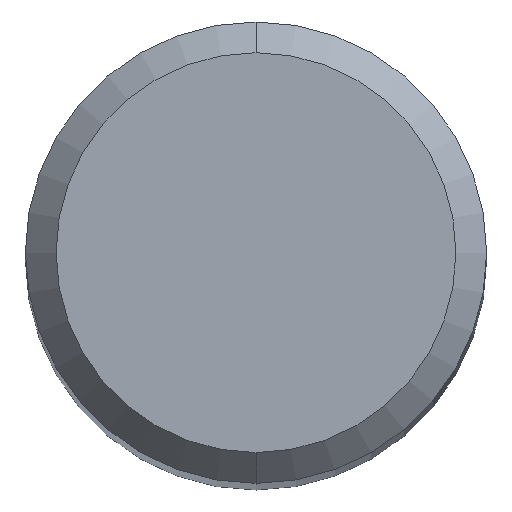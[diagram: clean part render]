
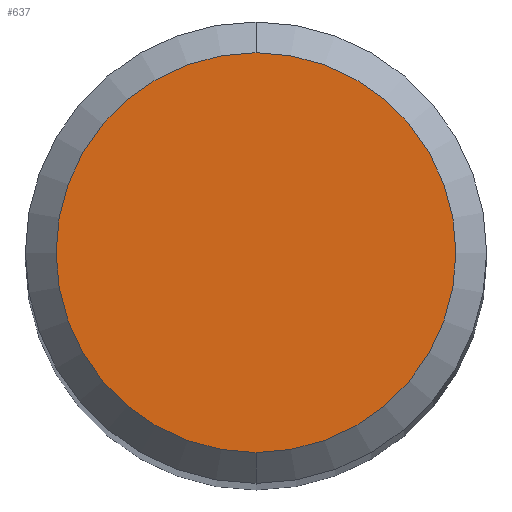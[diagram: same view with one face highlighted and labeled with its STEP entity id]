
A CAD part, top view. The second image highlights one B-rep face of the part: STEP entity #637.
In plain terms, the highlighted planar face has unit normal (0, 0, 1).
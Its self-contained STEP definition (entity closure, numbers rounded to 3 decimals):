
#329=VERTEX_POINT('',#940);
#337=EDGE_CURVE('',#329,#887,#948,.T.);
#591=EDGE_CURVE('',#887,#329,#1231,.T.);
#637=ADVANCED_FACE('',(#1279),#1280,.T.);
#887=VERTEX_POINT('',#1552);
#940=CARTESIAN_POINT('',(0.0,2.6,0.0));
#948=CIRCLE('',#1651,2.6);
#1231=CIRCLE('',#3808,2.6);
#1279=FACE_OUTER_BOUND('',#3904,.T.);
#1280=PLANE('',#3905);
#1552=CARTESIAN_POINT('',(0.,-2.6,0.0));
#1651=AXIS2_PLACEMENT_3D('',#6279,#6280,#6281);
#3808=AXIS2_PLACEMENT_3D('',#6632,#6633,#6634);
#3904=EDGE_LOOP('',(#6662,#6663));
#3905=AXIS2_PLACEMENT_3D('',#6664,#6665,#6666);
#6279=CARTESIAN_POINT('',(0.0,0.0,0.0));
#6280=DIRECTION('',(0.0,0.0,-1.0));
#6281=DIRECTION('',(0.0,1.0,0.0));
#6632=CARTESIAN_POINT('',(0.0,0.0,0.0));
#6633=DIRECTION('',(0.0,0.0,-1.0));
#6634=DIRECTION('',(0.0,1.0,0.0));
#6662=ORIENTED_EDGE('',*,*,#337,.F.);
#6663=ORIENTED_EDGE('',*,*,#591,.F.);
#6664=CARTESIAN_POINT('',(0.0,1.3,0.0));
#6665=DIRECTION('',(-0.0,0.0,1.0));
#6666=DIRECTION('',(0.0,-1.0,0.0));
